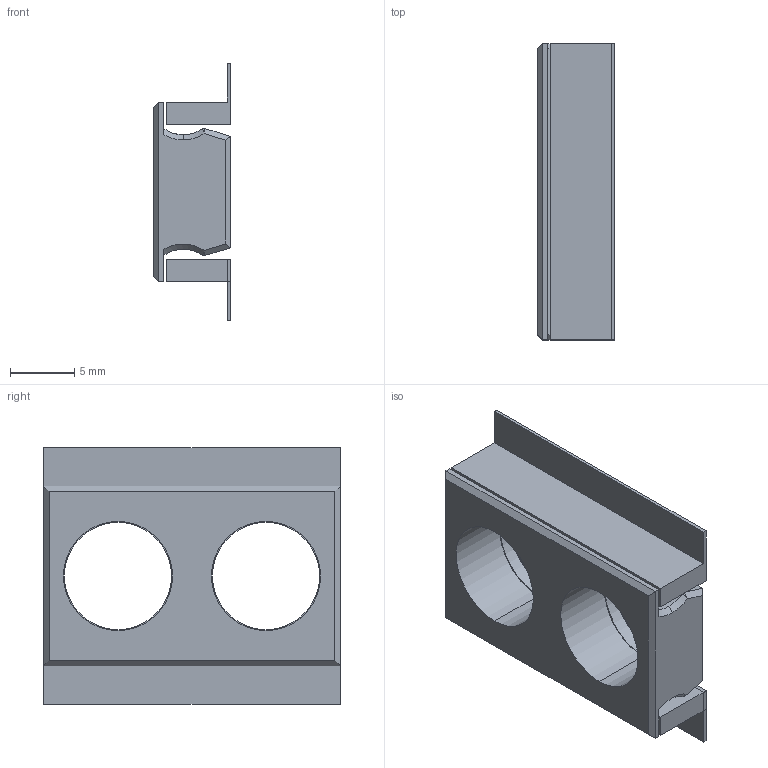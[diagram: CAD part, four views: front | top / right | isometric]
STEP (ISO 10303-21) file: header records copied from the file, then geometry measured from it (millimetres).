
FILE_DESCRIPTION (( 'STEP AP203' ), '1' );
FILE_NAME ('apron led dual pcb with supports.STEP', '2025-04-05T22:42:55', ( '' ), ( '' ), 'SwSTEP 2.0', 'SolidWorks 2024', '' );
FILE_SCHEMA (( 'CONFIG_CONTROL_DESIGN' ));
Length unit declared in the file: millimetre
Products named in the file (1): apron led dual pcb with supports
Bounding box: 5.98 x 23.05 x 20 mm (x, y, z)
Volume: 1129.4 mm3; surface area: 2124.3 mm2
Topology: 4 solids, 4 shells, 69 faces, 169 edges, 108 vertices
Faces by surface type: plane 48, cylinder 11, cone 10
Entity records: 2098 total; most frequent: CARTESIAN_POINT 407, ORIENTED_EDGE 338, DIRECTION 321, EDGE_CURVE 169, VECTOR 117, LINE 117, VERTEX_POINT 108, AXIS2_PLACEMENT_3D 102
